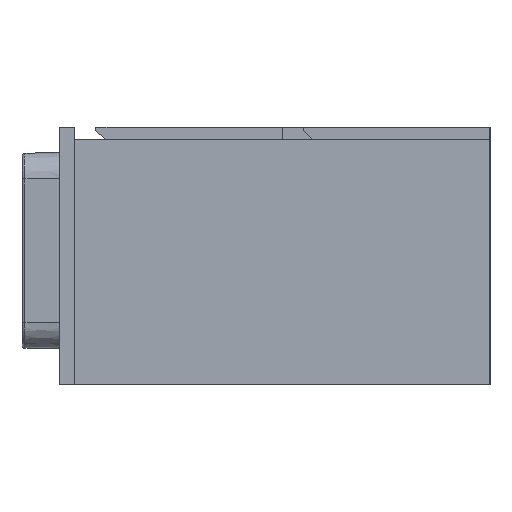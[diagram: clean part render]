
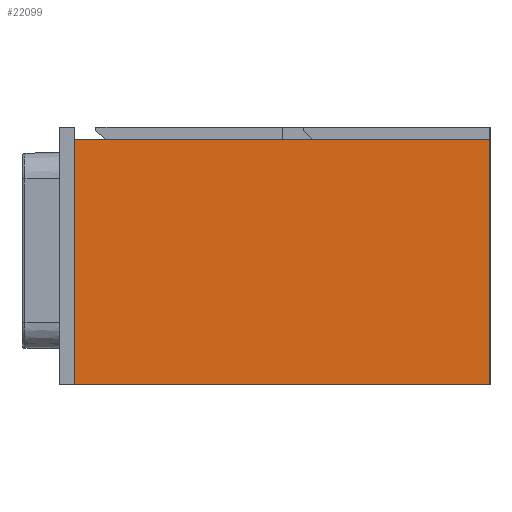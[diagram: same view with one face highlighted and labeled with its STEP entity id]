
A CAD part, left-side view. The second image highlights one B-rep face of the part: STEP entity #22099.
In plain terms, the highlighted planar face has unit normal (-1, 0, 0).
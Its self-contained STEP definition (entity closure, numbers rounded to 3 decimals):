
#1288 = ORIENTED_EDGE ( 'NONE', *, *, #46251, .T. ) ;
#1623 = VECTOR ( 'NONE', #34325, 1000. ) ;
#2833 = CARTESIAN_POINT ( 'NONE',  ( -894., -275., 325. ) ) ;
#7742 = DIRECTION ( 'NONE',  ( 0., 1., 0. ) ) ;
#8214 = CARTESIAN_POINT ( 'NONE',  ( -894., 275., 0. ) ) ;
#9066 = VECTOR ( 'NONE', #7742, 1000. ) ;
#9822 = DIRECTION ( 'NONE',  ( 0., -1., 0. ) ) ;
#11856 = VECTOR ( 'NONE', #36388, 1000. ) ;
#12797 = VERTEX_POINT ( 'NONE', #2833 ) ;
#13465 = AXIS2_PLACEMENT_3D ( 'NONE', #45694, #25356, #9822 ) ;
#14653 = VERTEX_POINT ( 'NONE', #62025 ) ;
#16047 = VERTEX_POINT ( 'NONE', #19379 ) ;
#16654 = ORIENTED_EDGE ( 'NONE', *, *, #40649, .F. ) ;
#19379 = CARTESIAN_POINT ( 'NONE',  ( -894., 275., 0. ) ) ;
#20576 = VECTOR ( 'NONE', #44748, 1000. ) ;
#22099 = ADVANCED_FACE ( 'NONE', ( #33221 ), #30367, .T. ) ;
#23874 = LINE ( 'NONE', #8214, #20576 ) ;
#25356 = DIRECTION ( 'NONE',  ( -1., 0., 0. ) ) ;
#25767 = LINE ( 'NONE', #31344, #11856 ) ;
#27102 = ORIENTED_EDGE ( 'NONE', *, *, #51792, .F. ) ;
#30367 = PLANE ( 'NONE',  #13465 ) ;
#31344 = CARTESIAN_POINT ( 'NONE',  ( -894., 275., 325. ) ) ;
#32655 = CARTESIAN_POINT ( 'NONE',  ( -894., -275., 0. ) ) ;
#32686 = LINE ( 'NONE', #66084, #1623 ) ;
#33221 = FACE_OUTER_BOUND ( 'NONE', #57930, .T. ) ;
#34325 = DIRECTION ( 'NONE',  ( 0., 0., -1. ) ) ;
#36388 = DIRECTION ( 'NONE',  ( 0., 0., -1. ) ) ;
#37897 = CARTESIAN_POINT ( 'NONE',  ( -894., 275., 325. ) ) ;
#40649 = EDGE_CURVE ( 'NONE', #49409, #16047, #23874, .T. ) ;
#44748 = DIRECTION ( 'NONE',  ( 0., 1., 0. ) ) ;
#45694 = CARTESIAN_POINT ( 'NONE',  ( -894., 275., 325. ) ) ;
#46251 = EDGE_CURVE ( 'NONE', #12797, #14653, #62209, .T. ) ;
#49409 = VERTEX_POINT ( 'NONE', #32655 ) ;
#51792 = EDGE_CURVE ( 'NONE', #12797, #49409, #32686, .T. ) ;
#56240 = EDGE_CURVE ( 'NONE', #14653, #16047, #25767, .T. ) ;
#56531 = ORIENTED_EDGE ( 'NONE', *, *, #56240, .T. ) ;
#57930 = EDGE_LOOP ( 'NONE', ( #16654, #27102, #1288, #56531 ) ) ;
#62025 = CARTESIAN_POINT ( 'NONE',  ( -894., 275., 325. ) ) ;
#62209 = LINE ( 'NONE', #37897, #9066 ) ;
#66084 = CARTESIAN_POINT ( 'NONE',  ( -894., -275., 325. ) ) ;
